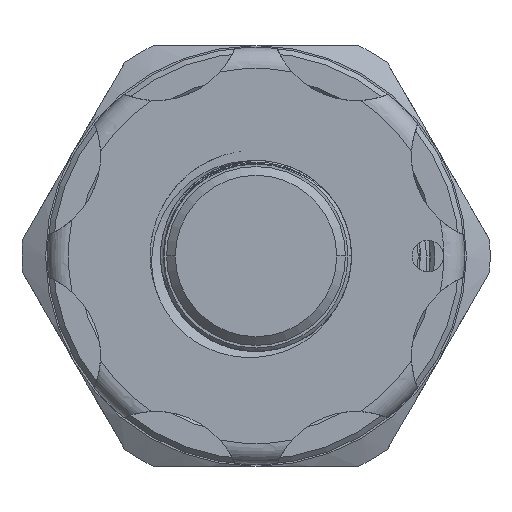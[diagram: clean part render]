
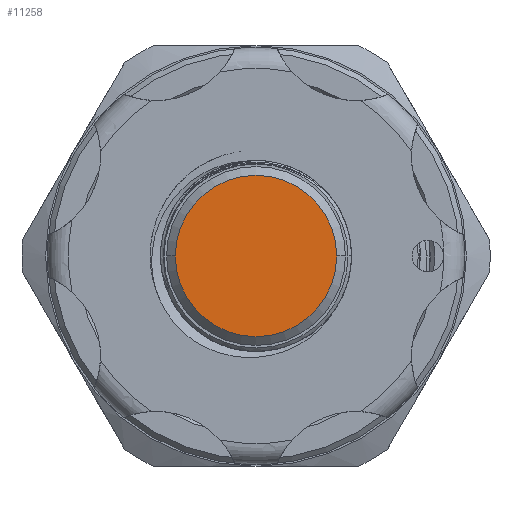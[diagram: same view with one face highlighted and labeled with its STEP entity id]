
A CAD part, left-side view. The second image highlights one B-rep face of the part: STEP entity #11258.
In plain terms, the highlighted planar face has unit normal (-1, 0, 0).
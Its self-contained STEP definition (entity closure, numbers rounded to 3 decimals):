
#273 = AXIS2_PLACEMENT_3D ( 'NONE', #3435, #3436, #3437 ) ;
#436 = AXIS2_PLACEMENT_3D ( 'NONE', #6079, #6080, #6081 ) ;
#2146 = CARTESIAN_POINT ( 'NONE',  ( -53.854, 4.6, 0. ) ) ;
#2149 = CARTESIAN_POINT ( 'NONE',  ( -53.854, -4.6, 0. ) ) ;
#3435 = CARTESIAN_POINT ( 'NONE',  ( -53.854, 0., 0. ) ) ;
#3436 = DIRECTION ( 'NONE',  ( -1., 0., 0. ) ) ;
#3437 = DIRECTION ( 'NONE',  ( 0., -1., 0. ) ) ;
#5653 = CIRCLE ( 'NONE', #436, 4.6 ) ;
#6079 = CARTESIAN_POINT ( 'NONE',  ( -53.854, 0., 0. ) ) ;
#6080 = DIRECTION ( 'NONE',  ( -1., 0., 0. ) ) ;
#6081 = DIRECTION ( 'NONE',  ( 0., -1., 0. ) ) ;
#9605 = FACE_OUTER_BOUND ( 'NONE', #11439, .T. ) ;
#9807 = CIRCLE ( 'NONE', #273, 4.6 ) ;
#11015 = AXIS2_PLACEMENT_3D ( 'NONE', #16423, #16428, #16429 ) ;
#11258 = ADVANCED_FACE ( 'NONE', ( #9605 ), #16424, .F. ) ;
#11439 = EDGE_LOOP ( 'NONE', ( #12897, #12893 ) ) ;
#12074 = VERTEX_POINT ( 'NONE', #2146 ) ;
#12081 = VERTEX_POINT ( 'NONE', #2149 ) ;
#12272 = EDGE_CURVE ( 'NONE', #12081, #12074, #9807, .T. ) ;
#12665 = EDGE_CURVE ( 'NONE', #12074, #12081, #5653, .T. ) ;
#12893 = ORIENTED_EDGE ( 'NONE', *, *, #12665, .T. ) ;
#12897 = ORIENTED_EDGE ( 'NONE', *, *, #12272, .T. ) ;
#16423 = CARTESIAN_POINT ( 'NONE',  ( -53.854, 0., -5.1 ) ) ;
#16424 = PLANE ( 'NONE',  #11015 ) ;
#16428 = DIRECTION ( 'NONE',  ( 1., 0., 0. ) ) ;
#16429 = DIRECTION ( 'NONE',  ( 0., -1., 0. ) ) ;
